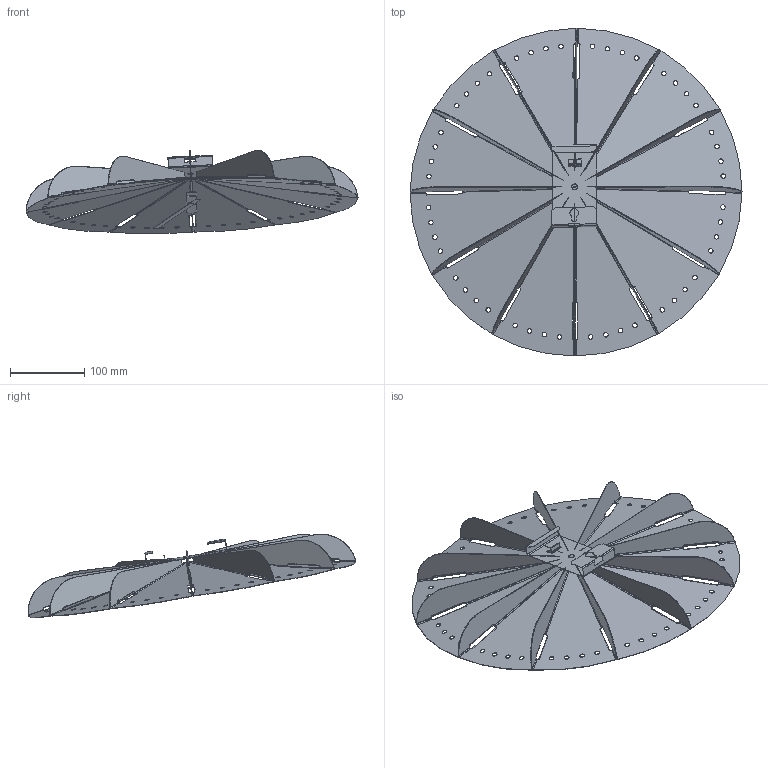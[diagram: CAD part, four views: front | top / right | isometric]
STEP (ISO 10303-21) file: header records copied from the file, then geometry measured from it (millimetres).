
FILE_DESCRIPTION (( 'STEP AP203' ), '1' );
FILE_NAME ('1410.STEP', '2023-06-15T07:16:39', ( '' ), ( '' ), 'SwSTEP 2.0', 'SolidWorks 2022', '' );
FILE_SCHEMA (( 'CONFIG_CONTROL_DESIGN' ));
Length unit declared in the file: millimetre
Products named in the file (6): 08141000.IGS; 08141022.IGS; 1410; 08141021.IGS; 08141011.IGS; 08141012.IGS
Assembly tree (16 placements, depth 3):
  1410
    08141000.IGS
      08141011.IGS  x12
      08141012.IGS
      08141021.IGS
      08141022.IGS
Bounding box: 446.87 x 441.39 x 112.39 mm (x, y, z)
Volume: 148192.1 mm3; surface area: 567590.9 mm2
Topology: 15 solids, 15 shells, 710 faces, 2032 edges, 1300 vertices
Faces by surface type: bspline 390, plane 320
Entity records: 6717 total; most frequent: CARTESIAN_POINT 2021, ORIENTED_EDGE 852, DIRECTION 706, EDGE_CURVE 426, VECTOR 282, LINE 282, VERTEX_POINT 266, AXIS2_PLACEMENT_3D 212
